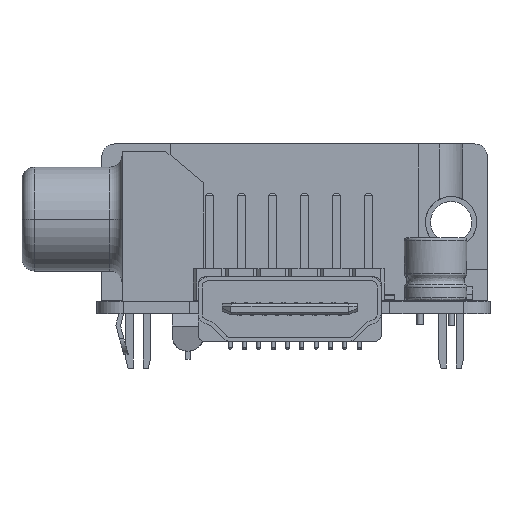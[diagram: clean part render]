
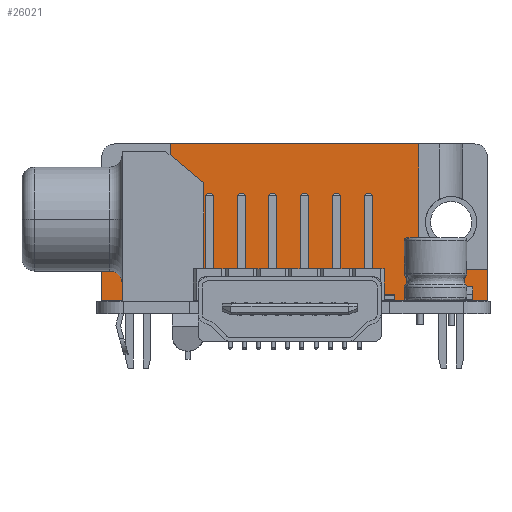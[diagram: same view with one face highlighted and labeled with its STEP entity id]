
A CAD part, left-side view. The second image highlights one B-rep face of the part: STEP entity #26021.
In plain terms, the highlighted face is planar.
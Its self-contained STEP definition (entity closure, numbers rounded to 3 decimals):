
#24998 = VERTEX_POINT('',#24999);
#24999 = CARTESIAN_POINT('',(5.893,1.61,12.5));
#25005 = EDGE_CURVE('',#24998,#25006,#25008,.T.);
#25006 = VERTEX_POINT('',#25007);
#25007 = CARTESIAN_POINT('',(-13.908,1.61,12.5));
#25008 = LINE('',#25009,#25010);
#25009 = CARTESIAN_POINT('',(11.393,1.61,12.5));
#25010 = VECTOR('',#25011,1.);
#25011 = DIRECTION('',(-1.,0.,0.));
#25064 = VERTEX_POINT('',#25065);
#25065 = CARTESIAN_POINT('',(-19.408,1.61,2.5));
#25071 = EDGE_CURVE('',#25064,#25072,#25074,.T.);
#25072 = VERTEX_POINT('',#25073);
#25073 = CARTESIAN_POINT('',(-19.408,1.61,0.));
#25074 = LINE('',#25075,#25076);
#25075 = CARTESIAN_POINT('',(-19.408,1.61,12.5));
#25076 = VECTOR('',#25077,1.);
#25077 = DIRECTION('',(0.,0.,-1.));
#25153 = VERTEX_POINT('',#25154);
#25154 = CARTESIAN_POINT('',(11.393,1.61,0.));
#25160 = EDGE_CURVE('',#25153,#25161,#25163,.T.);
#25161 = VERTEX_POINT('',#25162);
#25162 = CARTESIAN_POINT('',(11.393,1.61,2.5));
#25163 = LINE('',#25164,#25165);
#25164 = CARTESIAN_POINT('',(11.393,1.61,0.));
#25165 = VECTOR('',#25166,1.);
#25166 = DIRECTION('',(0.,0.,1.));
#25191 = EDGE_CURVE('',#25072,#25153,#25192,.T.);
#25192 = LINE('',#25193,#25194);
#25193 = CARTESIAN_POINT('',(-19.408,1.61,0.));
#25194 = VECTOR('',#25195,1.);
#25195 = DIRECTION('',(1.,0.,0.));
#25956 = EDGE_CURVE('',#24998,#25957,#25959,.T.);
#25957 = VERTEX_POINT('',#25958);
#25958 = CARTESIAN_POINT('',(5.893,1.61,2.5));
#25959 = LINE('',#25960,#25961);
#25960 = CARTESIAN_POINT('',(5.893,1.61,10.625));
#25961 = VECTOR('',#25962,1.);
#25962 = DIRECTION('',(0.,0.,-1.));
#26021 = ADVANCED_FACE('',(#26022),#26049,.F.);
#26022 = FACE_BOUND('',#26023,.F.);
#26023 = EDGE_LOOP('',(#26024,#26025,#26026,#26034,#26040,#26041,#26042,
    #26043));
#26024 = ORIENTED_EDGE('',*,*,#25956,.F.);
#26025 = ORIENTED_EDGE('',*,*,#25005,.T.);
#26026 = ORIENTED_EDGE('',*,*,#26027,.F.);
#26027 = EDGE_CURVE('',#26028,#25006,#26030,.T.);
#26028 = VERTEX_POINT('',#26029);
#26029 = CARTESIAN_POINT('',(-13.908,1.61,2.5));
#26030 = LINE('',#26031,#26032);
#26031 = CARTESIAN_POINT('',(-13.908,1.61,4.375));
#26032 = VECTOR('',#26033,1.);
#26033 = DIRECTION('',(0.,0.,1.));
#26034 = ORIENTED_EDGE('',*,*,#26035,.F.);
#26035 = EDGE_CURVE('',#25064,#26028,#26036,.T.);
#26036 = LINE('',#26037,#26038);
#26037 = CARTESIAN_POINT('',(-12.458,1.61,2.5));
#26038 = VECTOR('',#26039,1.);
#26039 = DIRECTION('',(1.,0.,0.));
#26040 = ORIENTED_EDGE('',*,*,#25071,.T.);
#26041 = ORIENTED_EDGE('',*,*,#25191,.T.);
#26042 = ORIENTED_EDGE('',*,*,#25160,.T.);
#26043 = ORIENTED_EDGE('',*,*,#26044,.F.);
#26044 = EDGE_CURVE('',#25957,#25161,#26045,.T.);
#26045 = LINE('',#26046,#26047);
#26046 = CARTESIAN_POINT('',(0.943,1.61,2.5));
#26047 = VECTOR('',#26048,1.);
#26048 = DIRECTION('',(1.,0.,0.));
#26049 = PLANE('',#26050);
#26050 = AXIS2_PLACEMENT_3D('',#26051,#26052,#26053);
#26051 = CARTESIAN_POINT('',(-4.008,1.61,6.25));
#26052 = DIRECTION('',(0.,-1.,0.));
#26053 = DIRECTION('',(1.,0.,0.));
